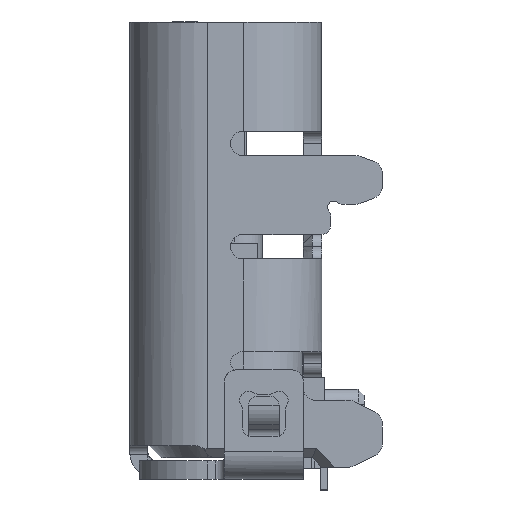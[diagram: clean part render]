
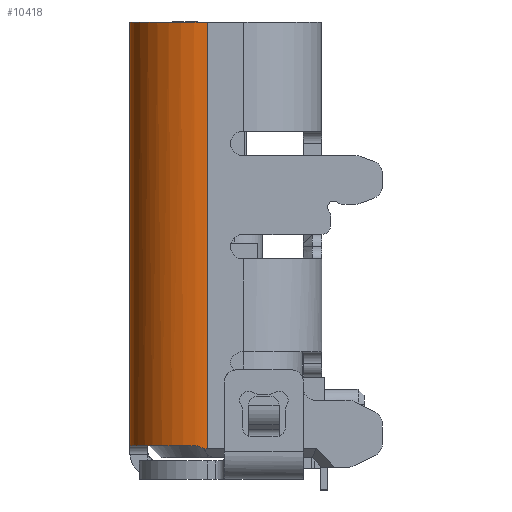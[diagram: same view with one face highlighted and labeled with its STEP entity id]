
A CAD part, left-side view. The second image highlights one B-rep face of the part: STEP entity #10418.
In plain terms, the highlighted cylindrical face has radius 1.28 mm (diameter 2.56 mm), a partial arc.
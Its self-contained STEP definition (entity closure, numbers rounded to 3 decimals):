
#10418=ADVANCED_FACE('NONE',(#22173),#22174,.T.);
#22173=FACE_OUTER_BOUND('',#28164,.T.);
#22174=CYLINDRICAL_SURFACE('',#28165,1.28);
#28164=EDGE_LOOP('',(#42435,#42436,#42437,#42438,#42439,#42440));
#28165=AXIS2_PLACEMENT_3D('',#42441,#42442,#42443);
#42435=ORIENTED_EDGE('',*,*,#55371,.T.);
#42436=ORIENTED_EDGE('',*,*,#55450,.F.);
#42437=ORIENTED_EDGE('',*,*,#55451,.F.);
#42438=ORIENTED_EDGE('',*,*,#55367,.T.);
#42439=ORIENTED_EDGE('',*,*,#55368,.T.);
#42440=ORIENTED_EDGE('',*,*,#54950,.F.);
#42441=CARTESIAN_POINT('',(12.847,13.47,-11.664));
#42442=DIRECTION('',(0.,0.0,-1.0));
#42443=DIRECTION('',(1.0,0.0,0.));
#54950=EDGE_CURVE('NONE',#61762,#61764,#61765,.T.);
#55367=EDGE_CURVE('NONE',#62395,#62400,#62402,.T.);
#55368=EDGE_CURVE('NONE',#62400,#61764,#62403,.T.);
#55371=EDGE_CURVE('NONE',#61762,#62406,#62408,.T.);
#55450=EDGE_CURVE('NONE',#62526,#62406,#62527,.T.);
#55451=EDGE_CURVE('NONE',#62395,#62526,#62528,.T.);
#61762=VERTEX_POINT('NONE',#68827);
#61764=VERTEX_POINT('NONE',#68830);
#61765=(B_SPLINE_CURVE(3,(#68832,#68833,#68834,#68835),.UNSPECIFIED.,.F.,.F.)B_SPLINE_CURVE_WITH_KNOTS((4,4),(0.0,0.051),.UNSPECIFIED.)RATIONAL_B_SPLINE_CURVE((1.0,1.,1.,1.0))BOUNDED_CURVE()REPRESENTATION_ITEM('')GEOMETRIC_REPRESENTATION_ITEM()CURVE());
#62395=VERTEX_POINT('NONE',#69895);
#62400=VERTEX_POINT('NONE',#69903);
#62402=CIRCLE('',#69906,1.28);
#62403=B_SPLINE_CURVE_WITH_KNOTS('',3,(#69907,#69908,#69909,#69910),.UNSPECIFIED.,.F.,.F.,(4,4),(0.,0.),.UNSPECIFIED.);
#62406=VERTEX_POINT('NONE',#69914);
#62408=LINE('',#69917,#69918);
#62526=VERTEX_POINT('NONE',#70118);
#62527=CIRCLE('',#70119,1.28);
#62528=LINE('',#70120,#70121);
#68827=CARTESIAN_POINT('',(11.567,13.47,-11.364));
#68830=CARTESIAN_POINT('',(11.569,13.535,-11.365));
#68832=CARTESIAN_POINT('',(11.567,13.47,-11.364));
#68833=CARTESIAN_POINT('',(11.567,13.491,-11.364));
#68834=CARTESIAN_POINT('',(11.568,13.513,-11.364));
#68835=CARTESIAN_POINT('',(11.569,13.535,-11.365));
#69895=CARTESIAN_POINT('',(12.847,14.75,-11.314));
#69903=CARTESIAN_POINT('',(11.583,13.67,-11.314));
#69906=AXIS2_PLACEMENT_3D('',#74105,#74106,#74107);
#69907=CARTESIAN_POINT('',(11.583,13.67,-11.314));
#69908=CARTESIAN_POINT('',(11.575,13.62,-11.314));
#69909=CARTESIAN_POINT('',(11.571,13.572,-11.332));
#69910=CARTESIAN_POINT('',(11.569,13.535,-11.365));
#69914=CARTESIAN_POINT('',(11.567,13.47,-4.334));
#69917=CARTESIAN_POINT('',(11.567,13.47,-11.664));
#69918=VECTOR('',#74110,1000.0);
#70118=CARTESIAN_POINT('',(12.847,14.75,-4.334));
#70119=AXIS2_PLACEMENT_3D('',#74217,#74218,#74219);
#70120=CARTESIAN_POINT('',(12.847,14.75,-11.664));
#70121=VECTOR('',#74220,1000.0);
#74105=CARTESIAN_POINT('',(12.847,13.47,-11.314));
#74106=DIRECTION('',(0.,0.0,1.0));
#74107=DIRECTION('',(1.0,0.0,0.));
#74110=DIRECTION('',(0.,0.0,1.0));
#74217=CARTESIAN_POINT('',(12.847,13.47,-4.334));
#74218=DIRECTION('',(0.,0.0,1.0));
#74219=DIRECTION('',(1.0,0.0,0.));
#74220=DIRECTION('',(0.,0.0,1.0));
